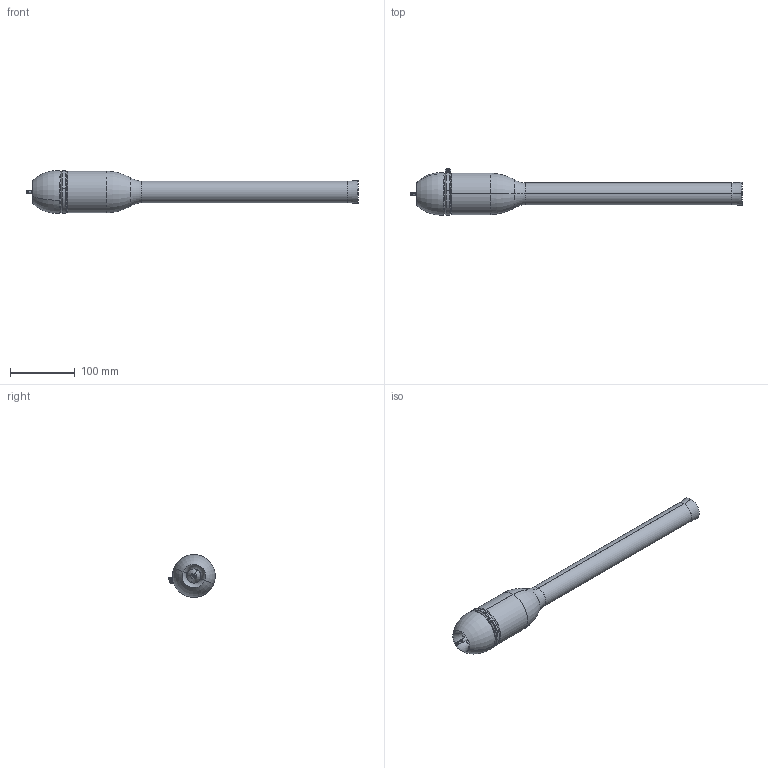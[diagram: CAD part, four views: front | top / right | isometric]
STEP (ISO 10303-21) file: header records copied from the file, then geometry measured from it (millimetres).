
FILE_DESCRIPTION (( 'STEP AP214' ), '1' );
FILE_NAME ('Sklop.STEP', '2021-10-11T14:29:20', ( '' ), ( '' ), 'SwSTEP 2.0', 'SolidWorks 2020', '' );
FILE_SCHEMA (( 'AUTOMOTIVE_DESIGN' ));
Length unit declared in the file: millimetre
Products named in the file (13): Kapisl; Okvit; Chunk; Sklop; Bull; hex thin nut gradeb_iso_ISO - 4036 - M3 - S; slotted pan head screw_iso_ISO 1580 - M3 x 12 - 12S; Lept; Combustion; Filt; slotted cheese head screw_iso_ISO 1207 - M3 x 8 - 8S; Head; CirkPlate
Assembly tree (12 placements, depth 2):
  Sklop
    Combustion
    Head
    Filt
    Lept
    CirkPlate
    Kapisl
    Chunk
    Bull
    slotted pan head screw_iso_ISO 1580 - M3 x 12 - 12S
    Okvit
    slotted cheese head screw_iso_ISO 1207 - M3 x 8 - 8S
    hex thin nut gradeb_iso_ISO - 4036 - M3 - S
Bounding box: 511.48 x 71.56 x 65.8 mm (x, y, z)
Volume: 28605.4 mm3; surface area: 167578 mm2
Topology: 12 solids, 13 shells, 672 faces, 1739 edges, 1093 vertices
Faces by surface type: cylinder 275, cone 218, plane 136, torus 40, bspline 3
Entity records: 26472 total; most frequent: CARTESIAN_POINT 9470, DIRECTION 3597, ORIENTED_EDGE 3470, EDGE_CURVE 1735, AXIS2_PLACEMENT_3D 1407, VERTEX_POINT 1093, LINE 783, VECTOR 783
